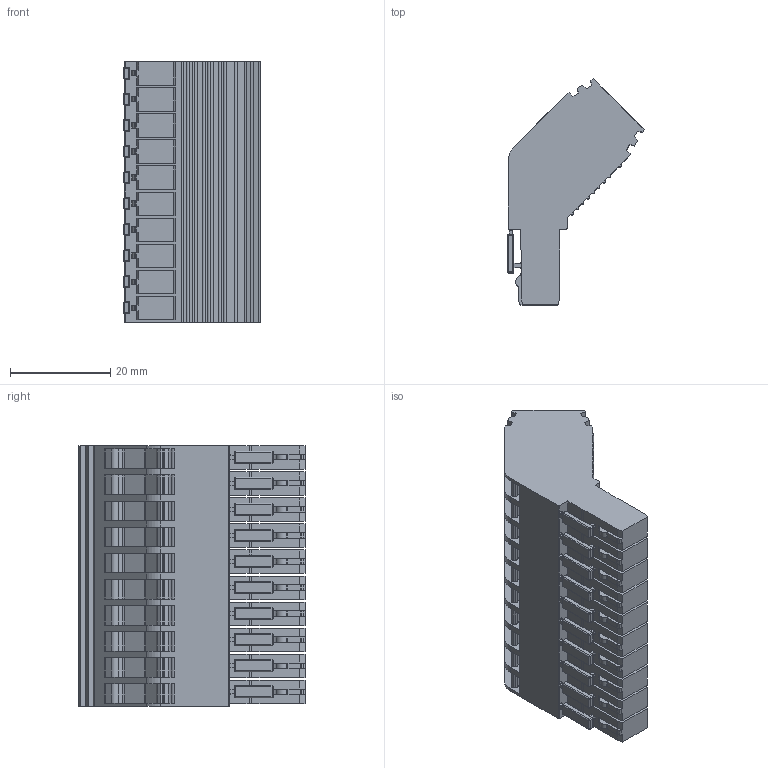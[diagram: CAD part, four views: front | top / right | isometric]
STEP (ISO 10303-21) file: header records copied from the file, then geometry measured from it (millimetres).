
FILE_DESCRIPTION (( 'STEP AP214' ), '1' );
FILE_NAME ('310749_SG_PT 2.5_AN_10_Grey.STEP', '2017-09-27T11:33:23', ( '' ), ( '' ), 'SwSTEP 2.0', 'SolidWorks 2017', '' );
FILE_SCHEMA (( 'AUTOMOTIVE_DESIGN' ));
Length unit declared in the file: millimetre
Products named in the file (1): 310749_SG_PT 2.5_AN_10_Grey
Bounding box: 27.16 x 45.07 x 52 mm (x, y, z)
Volume: 29306.7 mm3; surface area: 11666.8 mm2
Topology: 1 solids, 1 shells, 1253 faces, 3429 edges, 2146 vertices
Faces by surface type: plane 721, cylinder 452, bspline 80
Entity records: 39721 total; most frequent: CARTESIAN_POINT 8009, ORIENTED_EDGE 6698, DIRECTION 6581, EDGE_CURVE 3349, LINE 2425, VECTOR 2425, VERTEX_POINT 2146, AXIS2_PLACEMENT_3D 2078
